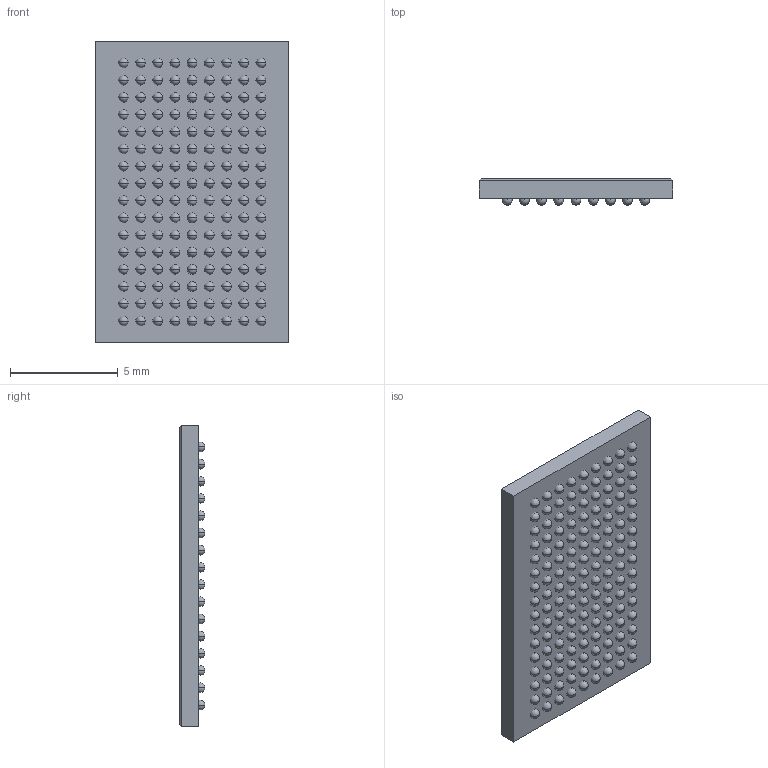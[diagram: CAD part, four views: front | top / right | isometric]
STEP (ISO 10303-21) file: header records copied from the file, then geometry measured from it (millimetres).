
FILE_DESCRIPTION (( 'STEP AP214' ), '1' );
FILE_NAME ( 'BGAS144C80P9X16_900X1400X120.step', '2017-2-19T17:59:21', ( '' ), ( '' ), 'EDABuilder', 'EMA Design Automation', '' );
FILE_SCHEMA (( 'AUTOMOTIVE_DESIGN' ));
Length unit declared in the file: millimetre
Products named in the file (1): face1_BC
Bounding box: 9 x 1.2 x 14 mm (x, y, z)
Volume: 121.4 mm3; surface area: 384.4 mm2
Topology: 146 solids, 146 shells, 301 faces, 1031 edges, 734 vertices
Faces by surface type: sphere 288, plane 12, cylinder 1
Full cylindrical faces by diameter (mm): 0.995 x1
Entity records: 6727 total; most frequent: DIRECTION 1496, CARTESIAN_POINT 1060, AXIS2_PLACEMENT_3D 738, ORIENTED_EDGE 620, EDGE_CURVE 310, EDGE_LOOP 302, VERTEX_POINT 302, FACE_OUTER_BOUND 301
